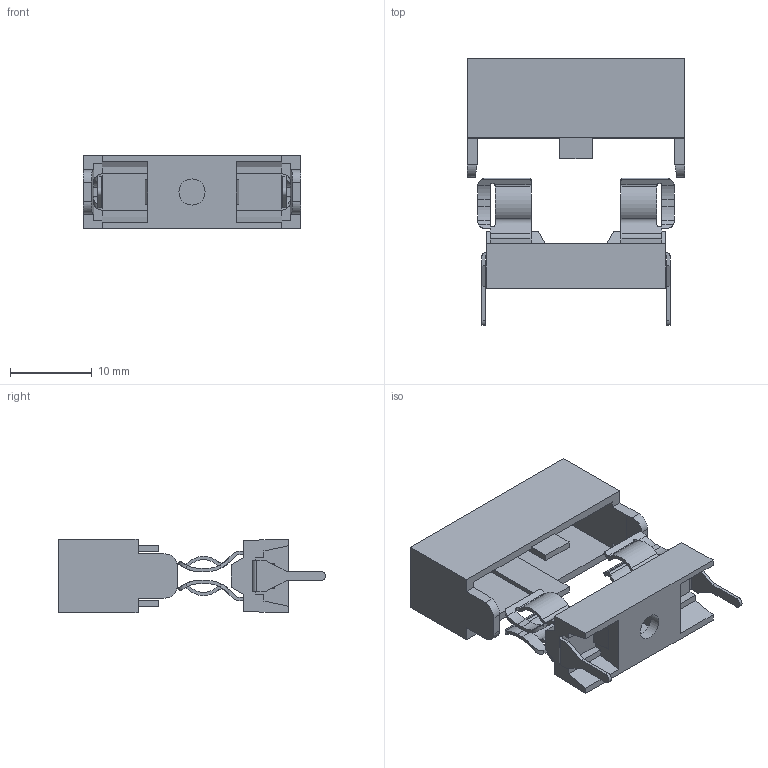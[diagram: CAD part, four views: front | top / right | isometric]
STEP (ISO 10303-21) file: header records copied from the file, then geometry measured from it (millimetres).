
FILE_DESCRIPTION( ( 'Unknown' ), '1' );
FILE_NAME( '696101000002 - PTF_15.stp', 'Unknown', ( 'Quentin LAIDEBEUR' ), ( 'WE' ), 'PSStep 15.0.49', 'Sample-box', ' ' );
FILE_SCHEMA( ( 'AUTOMOTIVE_DESIGN { 1 0 10303 214 1 1 1 1 }' ) );
Length unit declared in the file: millimetre
Products named in the file (2): Fuseholder_PTF15
Bounding box: 26.6 x 32.6 x 9 mm (x, y, z)
Volume: 1696.5 mm3; surface area: 3408.5 mm2
Topology: 2 solids, 2 shells, 261 faces, 775 edges, 514 vertices
Faces by surface type: plane 170, cylinder 91
Full cylindrical faces by diameter (mm): 3.2 x1
Entity records: 9999 total; most frequent: CARTESIAN_POINT 2883, ORIENTED_EDGE 1548, DIRECTION 1434, EDGE_CURVE 774, LINE 536, VECTOR 536, VERTEX_POINT 514, AXIS2_PLACEMENT_3D 449
